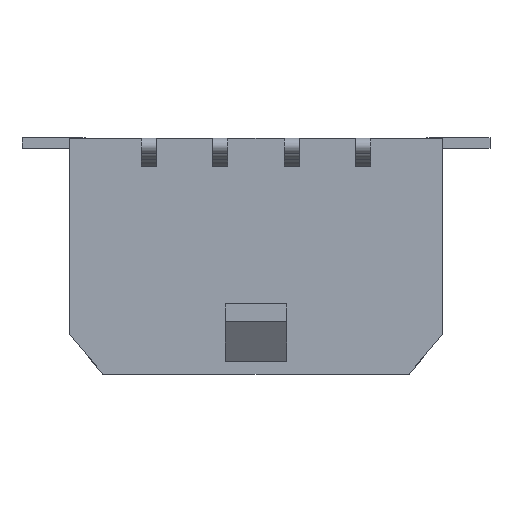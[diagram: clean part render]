
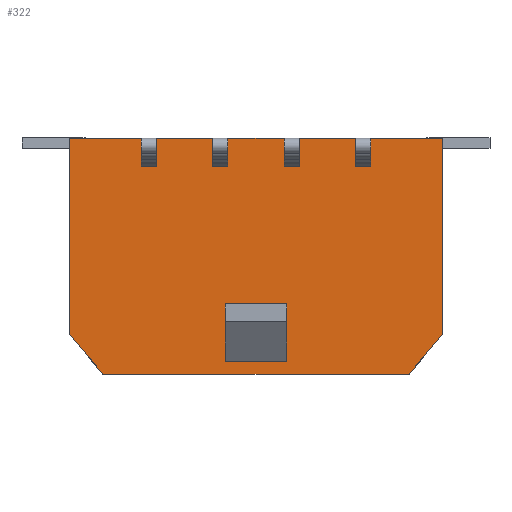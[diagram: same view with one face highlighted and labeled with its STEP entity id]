
A CAD part, top view. The second image highlights one B-rep face of the part: STEP entity #322.
In plain terms, the highlighted planar face has unit normal (0, 0, 1).
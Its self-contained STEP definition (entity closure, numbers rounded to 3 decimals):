
#322=ADVANCED_FACE('',(#645,#646,#647,#648,#649,#650),#501,.T.);
#501=PLANE('',#3276);
#645=FACE_BOUND('',#671,.T.);
#646=FACE_BOUND('',#672,.T.);
#647=FACE_BOUND('',#673,.T.);
#648=FACE_BOUND('',#674,.T.);
#649=FACE_BOUND('',#675,.T.);
#650=FACE_BOUND('',#676,.T.);
#671=EDGE_LOOP('',(#902,#903,#904,#905,#906,#907));
#672=EDGE_LOOP('',(#908,#909,#910,#911));
#673=EDGE_LOOP('',(#912,#913,#914,#915));
#674=EDGE_LOOP('',(#916,#917,#918,#919));
#675=EDGE_LOOP('',(#920,#921,#922,#923));
#676=EDGE_LOOP('',(#924,#925,#926,#927));
#902=ORIENTED_EDGE('',*,*,#2102,.F.);
#903=ORIENTED_EDGE('',*,*,#2103,.F.);
#904=ORIENTED_EDGE('',*,*,#2104,.T.);
#905=ORIENTED_EDGE('',*,*,#2105,.T.);
#906=ORIENTED_EDGE('',*,*,#2106,.F.);
#907=ORIENTED_EDGE('',*,*,#2107,.F.);
#908=ORIENTED_EDGE('',*,*,#2108,.T.);
#909=ORIENTED_EDGE('',*,*,#2109,.T.);
#910=ORIENTED_EDGE('',*,*,#2110,.F.);
#911=ORIENTED_EDGE('',*,*,#2111,.F.);
#912=ORIENTED_EDGE('',*,*,#2112,.T.);
#913=ORIENTED_EDGE('',*,*,#2113,.T.);
#914=ORIENTED_EDGE('',*,*,#2114,.T.);
#915=ORIENTED_EDGE('',*,*,#2115,.F.);
#916=ORIENTED_EDGE('',*,*,#2116,.T.);
#917=ORIENTED_EDGE('',*,*,#2117,.T.);
#918=ORIENTED_EDGE('',*,*,#2118,.T.);
#919=ORIENTED_EDGE('',*,*,#2119,.F.);
#920=ORIENTED_EDGE('',*,*,#2120,.T.);
#921=ORIENTED_EDGE('',*,*,#2121,.T.);
#922=ORIENTED_EDGE('',*,*,#2122,.T.);
#923=ORIENTED_EDGE('',*,*,#2123,.F.);
#924=ORIENTED_EDGE('',*,*,#2124,.T.);
#925=ORIENTED_EDGE('',*,*,#2125,.T.);
#926=ORIENTED_EDGE('',*,*,#2126,.T.);
#927=ORIENTED_EDGE('',*,*,#2127,.F.);
#1806=VERTEX_POINT('',#4501);
#1807=VERTEX_POINT('',#4502);
#1808=VERTEX_POINT('',#4504);
#1809=VERTEX_POINT('',#4506);
#1810=VERTEX_POINT('',#4508);
#1811=VERTEX_POINT('',#4510);
#1812=VERTEX_POINT('',#4513);
#1813=VERTEX_POINT('',#4514);
#1814=VERTEX_POINT('',#4516);
#1815=VERTEX_POINT('',#4518);
#1816=VERTEX_POINT('',#4521);
#1817=VERTEX_POINT('',#4522);
#1818=VERTEX_POINT('',#4524);
#1819=VERTEX_POINT('',#4526);
#1820=VERTEX_POINT('',#4529);
#1821=VERTEX_POINT('',#4530);
#1822=VERTEX_POINT('',#4532);
#1823=VERTEX_POINT('',#4534);
#1824=VERTEX_POINT('',#4537);
#1825=VERTEX_POINT('',#4538);
#1826=VERTEX_POINT('',#4540);
#1827=VERTEX_POINT('',#4542);
#1828=VERTEX_POINT('',#4545);
#1829=VERTEX_POINT('',#4546);
#1830=VERTEX_POINT('',#4548);
#1831=VERTEX_POINT('',#4550);
#2102=EDGE_CURVE('',#1806,#1807,#2556,.T.);
#2103=EDGE_CURVE('',#1808,#1806,#2557,.T.);
#2104=EDGE_CURVE('',#1808,#1809,#2558,.T.);
#2105=EDGE_CURVE('',#1809,#1810,#2559,.T.);
#2106=EDGE_CURVE('',#1811,#1810,#2560,.T.);
#2107=EDGE_CURVE('',#1807,#1811,#2561,.T.);
#2108=EDGE_CURVE('',#1812,#1813,#2562,.T.);
#2109=EDGE_CURVE('',#1813,#1814,#2563,.T.);
#2110=EDGE_CURVE('',#1815,#1814,#2564,.T.);
#2111=EDGE_CURVE('',#1812,#1815,#2565,.T.);
#2112=EDGE_CURVE('',#1816,#1817,#2566,.T.);
#2113=EDGE_CURVE('',#1817,#1818,#2567,.T.);
#2114=EDGE_CURVE('',#1818,#1819,#2568,.T.);
#2115=EDGE_CURVE('',#1816,#1819,#2569,.T.);
#2116=EDGE_CURVE('',#1820,#1821,#2570,.T.);
#2117=EDGE_CURVE('',#1821,#1822,#2571,.T.);
#2118=EDGE_CURVE('',#1822,#1823,#2572,.T.);
#2119=EDGE_CURVE('',#1820,#1823,#2573,.T.);
#2120=EDGE_CURVE('',#1824,#1825,#2574,.T.);
#2121=EDGE_CURVE('',#1825,#1826,#2575,.T.);
#2122=EDGE_CURVE('',#1826,#1827,#2576,.T.);
#2123=EDGE_CURVE('',#1824,#1827,#2577,.T.);
#2124=EDGE_CURVE('',#1828,#1829,#2578,.T.);
#2125=EDGE_CURVE('',#1829,#1830,#2579,.T.);
#2126=EDGE_CURVE('',#1830,#1831,#2580,.T.);
#2127=EDGE_CURVE('',#1828,#1831,#2581,.T.);
#2556=LINE('',#4500,#2934);
#2557=LINE('',#4503,#2935);
#2558=LINE('',#4505,#2936);
#2559=LINE('',#4507,#2937);
#2560=LINE('',#4509,#2938);
#2561=LINE('',#4511,#2939);
#2562=LINE('',#4512,#2940);
#2563=LINE('',#4515,#2941);
#2564=LINE('',#4517,#2942);
#2565=LINE('',#4519,#2943);
#2566=LINE('',#4520,#2944);
#2567=LINE('',#4523,#2945);
#2568=LINE('',#4525,#2946);
#2569=LINE('',#4527,#2947);
#2570=LINE('',#4528,#2948);
#2571=LINE('',#4531,#2949);
#2572=LINE('',#4533,#2950);
#2573=LINE('',#4535,#2951);
#2574=LINE('',#4536,#2952);
#2575=LINE('',#4539,#2953);
#2576=LINE('',#4541,#2954);
#2577=LINE('',#4543,#2955);
#2578=LINE('',#4544,#2956);
#2579=LINE('',#4547,#2957);
#2580=LINE('',#4549,#2958);
#2581=LINE('',#4551,#2959);
#2934=VECTOR('',#3576,1.);
#2935=VECTOR('',#3577,1.);
#2936=VECTOR('',#3578,1.);
#2937=VECTOR('',#3579,1.);
#2938=VECTOR('',#3580,1.);
#2939=VECTOR('',#3581,1.);
#2940=VECTOR('',#3582,1.);
#2941=VECTOR('',#3583,1.);
#2942=VECTOR('',#3584,1.);
#2943=VECTOR('',#3585,1.);
#2944=VECTOR('',#3586,1.);
#2945=VECTOR('',#3587,1.);
#2946=VECTOR('',#3588,1.);
#2947=VECTOR('',#3589,1.);
#2948=VECTOR('',#3590,1.);
#2949=VECTOR('',#3591,1.);
#2950=VECTOR('',#3592,1.);
#2951=VECTOR('',#3593,1.);
#2952=VECTOR('',#3594,1.);
#2953=VECTOR('',#3595,1.);
#2954=VECTOR('',#3596,1.);
#2955=VECTOR('',#3597,1.);
#2956=VECTOR('',#3598,1.);
#2957=VECTOR('',#3599,1.);
#2958=VECTOR('',#3600,1.);
#2959=VECTOR('',#3601,1.);
#3276=AXIS2_PLACEMENT_3D('',#4552,#3602,#3603);
#3576=DIRECTION('',(-0.643,-0.766,0.));
#3577=DIRECTION('',(0.,-1.,0.));
#3578=DIRECTION('',(-1.,0.,0.));
#3579=DIRECTION('',(0.,-1.,0.));
#3580=DIRECTION('',(-0.643,0.766,0.));
#3581=DIRECTION('',(-1.,0.,0.));
#3582=DIRECTION('',(-1.,0.,0.));
#3583=DIRECTION('',(0.,1.,0.));
#3584=DIRECTION('',(-1.,0.,0.));
#3585=DIRECTION('',(0.,1.,0.));
#3586=DIRECTION('',(1.,0.,0.));
#3587=DIRECTION('',(0.,-1.,0.));
#3588=DIRECTION('',(-1.,0.,0.));
#3589=DIRECTION('',(0.,-1.,0.));
#3590=DIRECTION('',(1.,0.,0.));
#3591=DIRECTION('',(0.,-1.,0.));
#3592=DIRECTION('',(-1.,0.,0.));
#3593=DIRECTION('',(0.,-1.,0.));
#3594=DIRECTION('',(1.,0.,0.));
#3595=DIRECTION('',(0.,-1.,0.));
#3596=DIRECTION('',(-1.,0.,0.));
#3597=DIRECTION('',(0.,-1.,0.));
#3598=DIRECTION('',(1.,0.,0.));
#3599=DIRECTION('',(0.,-1.,0.));
#3600=DIRECTION('',(-1.,0.,0.));
#3601=DIRECTION('',(0.,-1.,0.));
#3602=DIRECTION('',(0.,0.,1.));
#3603=DIRECTION('',(1.,0.,0.));
#4500=CARTESIAN_POINT('',(7.825,1.668,3.86));
#4501=CARTESIAN_POINT('',(7.825,1.668,3.86));
#4502=CARTESIAN_POINT('',(6.425,0.,3.86));
#4503=CARTESIAN_POINT('',(7.825,9.9,3.86));
#4504=CARTESIAN_POINT('',(7.825,9.9,3.86));
#4505=CARTESIAN_POINT('',(7.825,9.9,3.86));
#4506=CARTESIAN_POINT('',(-7.825,9.9,3.86));
#4507=CARTESIAN_POINT('',(-7.825,9.9,3.86));
#4508=CARTESIAN_POINT('',(-7.825,1.668,3.86));
#4509=CARTESIAN_POINT('',(-6.425,0.,3.86));
#4510=CARTESIAN_POINT('',(-6.425,0.,3.86));
#4511=CARTESIAN_POINT('',(7.825,0.,3.86));
#4512=CARTESIAN_POINT('',(1.3,0.54,3.86));
#4513=CARTESIAN_POINT('',(1.3,0.54,3.86));
#4514=CARTESIAN_POINT('',(-1.3,0.54,3.86));
#4515=CARTESIAN_POINT('',(-1.3,0.54,3.86));
#4516=CARTESIAN_POINT('',(-1.3,2.95,3.86));
#4517=CARTESIAN_POINT('',(1.3,2.95,3.86));
#4518=CARTESIAN_POINT('',(1.3,2.95,3.86));
#4519=CARTESIAN_POINT('',(1.3,0.54,3.86));
#4520=CARTESIAN_POINT('',(4.82,9.537,3.86));
#4521=CARTESIAN_POINT('',(4.18,9.537,3.86));
#4522=CARTESIAN_POINT('',(4.82,9.537,3.86));
#4523=CARTESIAN_POINT('',(4.82,9.9,3.86));
#4524=CARTESIAN_POINT('',(4.82,8.723,3.86));
#4525=CARTESIAN_POINT('',(4.82,8.723,3.86));
#4526=CARTESIAN_POINT('',(4.18,8.723,3.86));
#4527=CARTESIAN_POINT('',(4.18,9.9,3.86));
#4528=CARTESIAN_POINT('',(1.82,9.537,3.86));
#4529=CARTESIAN_POINT('',(1.18,9.537,3.86));
#4530=CARTESIAN_POINT('',(1.82,9.537,3.86));
#4531=CARTESIAN_POINT('',(1.82,9.9,3.86));
#4532=CARTESIAN_POINT('',(1.82,8.723,3.86));
#4533=CARTESIAN_POINT('',(1.82,8.723,3.86));
#4534=CARTESIAN_POINT('',(1.18,8.723,3.86));
#4535=CARTESIAN_POINT('',(1.18,9.9,3.86));
#4536=CARTESIAN_POINT('',(-1.18,9.537,3.86));
#4537=CARTESIAN_POINT('',(-1.82,9.537,3.86));
#4538=CARTESIAN_POINT('',(-1.18,9.537,3.86));
#4539=CARTESIAN_POINT('',(-1.18,9.9,3.86));
#4540=CARTESIAN_POINT('',(-1.18,8.723,3.86));
#4541=CARTESIAN_POINT('',(-1.18,8.723,3.86));
#4542=CARTESIAN_POINT('',(-1.82,8.723,3.86));
#4543=CARTESIAN_POINT('',(-1.82,9.9,3.86));
#4544=CARTESIAN_POINT('',(-4.18,9.537,3.86));
#4545=CARTESIAN_POINT('',(-4.82,9.537,3.86));
#4546=CARTESIAN_POINT('',(-4.18,9.537,3.86));
#4547=CARTESIAN_POINT('',(-4.18,9.9,3.86));
#4548=CARTESIAN_POINT('',(-4.18,8.723,3.86));
#4549=CARTESIAN_POINT('',(-4.18,8.723,3.86));
#4550=CARTESIAN_POINT('',(-4.82,8.723,3.86));
#4551=CARTESIAN_POINT('',(-4.82,9.9,3.86));
#4552=CARTESIAN_POINT('',(7.825,9.9,3.86));
